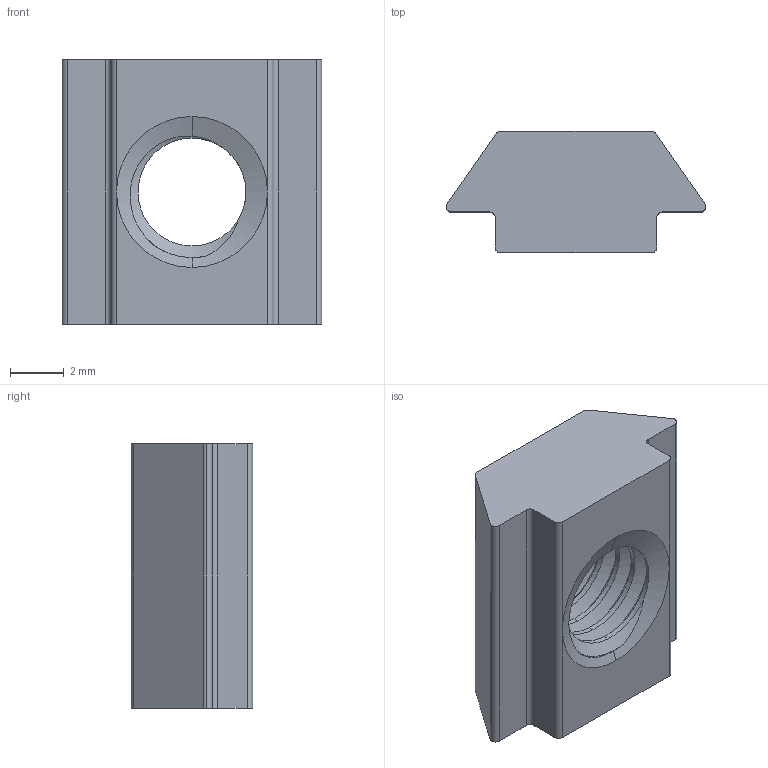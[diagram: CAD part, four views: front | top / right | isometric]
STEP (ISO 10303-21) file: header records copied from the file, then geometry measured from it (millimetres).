
FILE_DESCRIPTION (( 'STEP AP214' ), '1' );
FILE_NAME ('À267 Ñóõàðü ïàçîâûé Ì5, ïàç 6 (ïîäðîáíàÿ ìîäåëü).STEP', '2019-02-16T11:50:53', ( 'KIRILL' ), ( '' ), 'SwSTEP 2.0', 'SolidWorks 2018', '' );
FILE_SCHEMA (( 'AUTOMOTIVE_DESIGN' ));
Length unit declared in the file: millimetre
Products named in the file (1): À267 Ñóõàðü ïàçîâûé Ì5, ïàç 6 (ïîäðîáíàÿ ìîäåëü)
Bounding box: 9.63 x 4.5 x 9.8 mm (x, y, z)
Volume: 249.7 mm3; surface area: 374.1 mm2
Topology: 1 solids, 1 shells, 38 faces, 107 edges, 70 vertices
Faces by surface type: cylinder 20, plane 11, cone 4, bspline 3
Entity records: 3058 total; most frequent: CARTESIAN_POINT 2110, ORIENTED_EDGE 214, DIRECTION 173, EDGE_CURVE 107, VERTEX_POINT 70, AXIS2_PLACEMENT_3D 62, LINE 49, VECTOR 49
